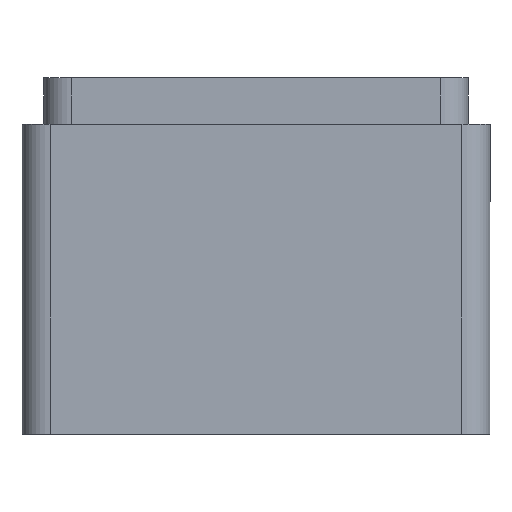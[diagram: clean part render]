
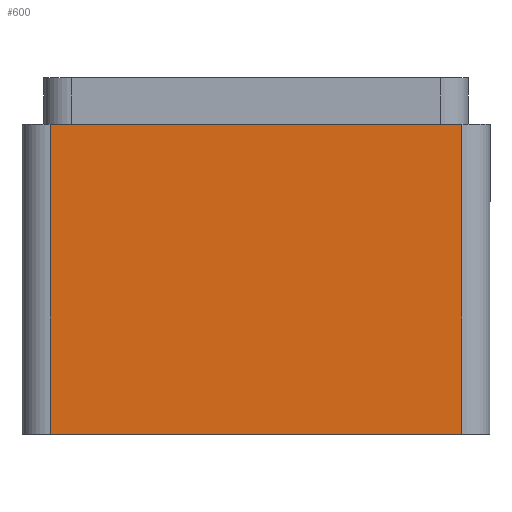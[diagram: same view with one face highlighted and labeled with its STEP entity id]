
A CAD part, left-side view. The second image highlights one B-rep face of the part: STEP entity #600.
In plain terms, the highlighted planar face has unit normal (-1, 0, 0).
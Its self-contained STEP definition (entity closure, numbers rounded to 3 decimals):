
#94=FACE_OUTER_BOUND('',#129,.T.);
#129=EDGE_LOOP('',(#529,#530,#531,#532));
#160=LINE('',#950,#216);
#184=LINE('',#1023,#240);
#187=LINE('',#1030,#243);
#188=LINE('',#1032,#244);
#216=VECTOR('',#766,10.);
#240=VECTOR('',#842,10.);
#243=VECTOR('',#851,10.);
#244=VECTOR('',#854,10.);
#275=VERTEX_POINT('',#947);
#276=VERTEX_POINT('',#949);
#298=VERTEX_POINT('',#1020);
#299=VERTEX_POINT('',#1022);
#343=EDGE_CURVE('',#276,#275,#160,.T.);
#379=EDGE_CURVE('',#299,#298,#184,.T.);
#383=EDGE_CURVE('',#299,#275,#187,.T.);
#384=EDGE_CURVE('',#276,#298,#188,.T.);
#529=ORIENTED_EDGE('',*,*,#343,.T.);
#530=ORIENTED_EDGE('',*,*,#383,.F.);
#531=ORIENTED_EDGE('',*,*,#379,.T.);
#532=ORIENTED_EDGE('',*,*,#384,.F.);
#569=PLANE('',#675);
#600=ADVANCED_FACE('',(#94),#569,.T.);
#675=AXIS2_PLACEMENT_3D('',#1031,#852,#853);
#766=DIRECTION('',(0.,1.,0.));
#842=DIRECTION('',(0.,-1.,0.));
#851=DIRECTION('',(0.,0.,1.));
#852=DIRECTION('center_axis',(-1.,0.,0.));
#853=DIRECTION('ref_axis',(0.,-1.,0.));
#854=DIRECTION('',(0.,0.,-1.));
#947=CARTESIAN_POINT('',(-57.5,22.,33.1));
#949=CARTESIAN_POINT('',(-57.5,-22.,33.1));
#950=CARTESIAN_POINT('',(-57.5,12.5,33.1));
#1020=CARTESIAN_POINT('',(-57.5,-22.,0.));
#1022=CARTESIAN_POINT('',(-57.5,22.,0.));
#1023=CARTESIAN_POINT('',(-57.5,25.,0.));
#1030=CARTESIAN_POINT('',(-57.5,22.,0.));
#1031=CARTESIAN_POINT('Origin',(-57.5,25.,0.));
#1032=CARTESIAN_POINT('',(-57.5,-22.,0.));
